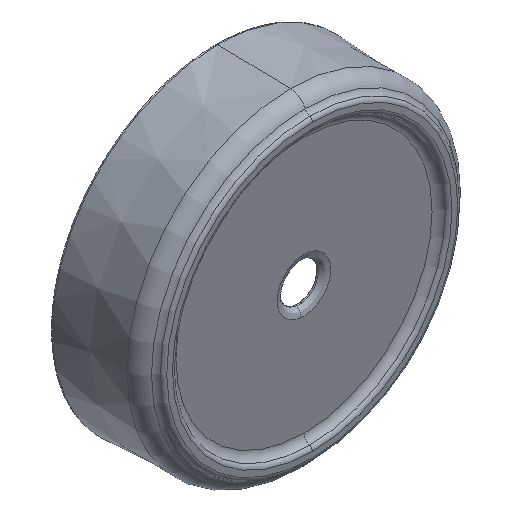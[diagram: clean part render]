
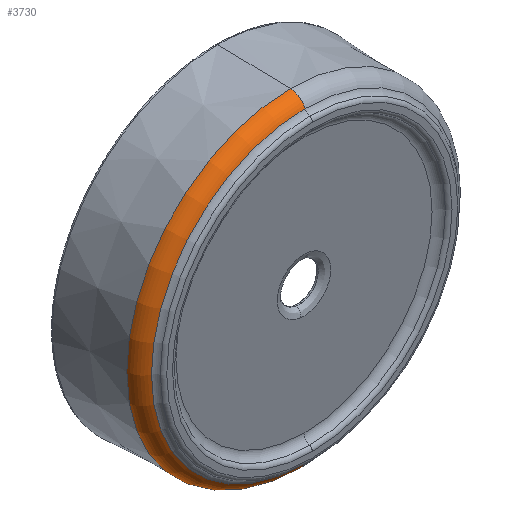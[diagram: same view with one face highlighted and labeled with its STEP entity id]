
A CAD part, isometric view. The second image highlights one B-rep face of the part: STEP entity #3730.
In plain terms, the highlighted toroidal (fillet/blend) face has major radius 177.947 mm and minor radius 20 mm.
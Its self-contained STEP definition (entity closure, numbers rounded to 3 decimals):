
#40 = CARTESIAN_POINT ( 'NONE',  ( 0., 26.44, 0. ) ) ;
#49 = EDGE_CURVE ( 'NONE', #3970, #4887, #1176, .T. ) ;
#85 = DIRECTION ( 'NONE',  ( 0., 0., -1. ) ) ;
#307 = DIRECTION ( 'NONE',  ( 0., 0., -1. ) ) ;
#676 = DIRECTION ( 'NONE',  ( -1., 0., 0. ) ) ;
#1023 = ORIENTED_EDGE ( 'NONE', *, *, #4596, .T. ) ;
#1176 = CIRCLE ( 'NONE', #5731, 197.942 ) ;
#1317 = CARTESIAN_POINT ( 'NONE',  ( 0., 8.575, 185.971 ) ) ;
#1562 = DIRECTION ( 'NONE',  ( 0., 1., 0. ) ) ;
#1606 = CARTESIAN_POINT ( 'NONE',  ( 0., 8.575, 0. ) ) ;
#1623 = CIRCLE ( 'NONE', #4872, 185.971 ) ;
#1793 = CARTESIAN_POINT ( 'NONE',  ( 0., 26.894, -177.947 ) ) ;
#2272 = EDGE_CURVE ( 'NONE', #3970, #5015, #5189, .T. ) ;
#2334 = EDGE_LOOP ( 'NONE', ( #4201, #4039, #2740, #1023 ) ) ;
#2546 = DIRECTION ( 'NONE',  ( 0., 0., 1. ) ) ;
#2740 = ORIENTED_EDGE ( 'NONE', *, *, #2272, .T. ) ;
#2809 = DIRECTION ( 'NONE',  ( 0., -1., 0. ) ) ;
#3085 = CARTESIAN_POINT ( 'NONE',  ( 0., 26.894, 177.947 ) ) ;
#3122 = AXIS2_PLACEMENT_3D ( 'NONE', #3085, #6174, #85 ) ;
#3730 = ADVANCED_FACE ( 'NONE', ( #3807 ), #4658, .T. ) ;
#3807 = FACE_OUTER_BOUND ( 'NONE', #2334, .T. ) ;
#3970 = VERTEX_POINT ( 'NONE', #4823 ) ;
#4039 = ORIENTED_EDGE ( 'NONE', *, *, #49, .F. ) ;
#4149 = DIRECTION ( 'NONE',  ( 0., 1., 0. ) ) ;
#4201 = ORIENTED_EDGE ( 'NONE', *, *, #4396, .F. ) ;
#4277 = VERTEX_POINT ( 'NONE', #1317 ) ;
#4396 = EDGE_CURVE ( 'NONE', #4887, #4277, #5620, .T. ) ;
#4596 = EDGE_CURVE ( 'NONE', #5015, #4277, #1623, .T. ) ;
#4658 = TOROIDAL_SURFACE ( 'NONE', #6159, 177.947, 20. ) ;
#4712 = DIRECTION ( 'NONE',  ( 0., 0., 1. ) ) ;
#4817 = DIRECTION ( 'NONE',  ( 0., 0., 1. ) ) ;
#4823 = CARTESIAN_POINT ( 'NONE',  ( 0., 26.44, -197.942 ) ) ;
#4872 = AXIS2_PLACEMENT_3D ( 'NONE', #1606, #4149, #2546 ) ;
#4887 = VERTEX_POINT ( 'NONE', #6055 ) ;
#5015 = VERTEX_POINT ( 'NONE', #5571 ) ;
#5189 = CIRCLE ( 'NONE', #6263, 20. ) ;
#5358 = CARTESIAN_POINT ( 'NONE',  ( 0., 26.894, 0. ) ) ;
#5571 = CARTESIAN_POINT ( 'NONE',  ( 0., 8.575, -185.971 ) ) ;
#5620 = CIRCLE ( 'NONE', #3122, 20. ) ;
#5731 = AXIS2_PLACEMENT_3D ( 'NONE', #40, #1562, #4712 ) ;
#6055 = CARTESIAN_POINT ( 'NONE',  ( 0., 26.44, 197.942 ) ) ;
#6159 = AXIS2_PLACEMENT_3D ( 'NONE', #5358, #2809, #307 ) ;
#6174 = DIRECTION ( 'NONE',  ( 1., 0., 0. ) ) ;
#6263 = AXIS2_PLACEMENT_3D ( 'NONE', #1793, #676, #4817 ) ;
